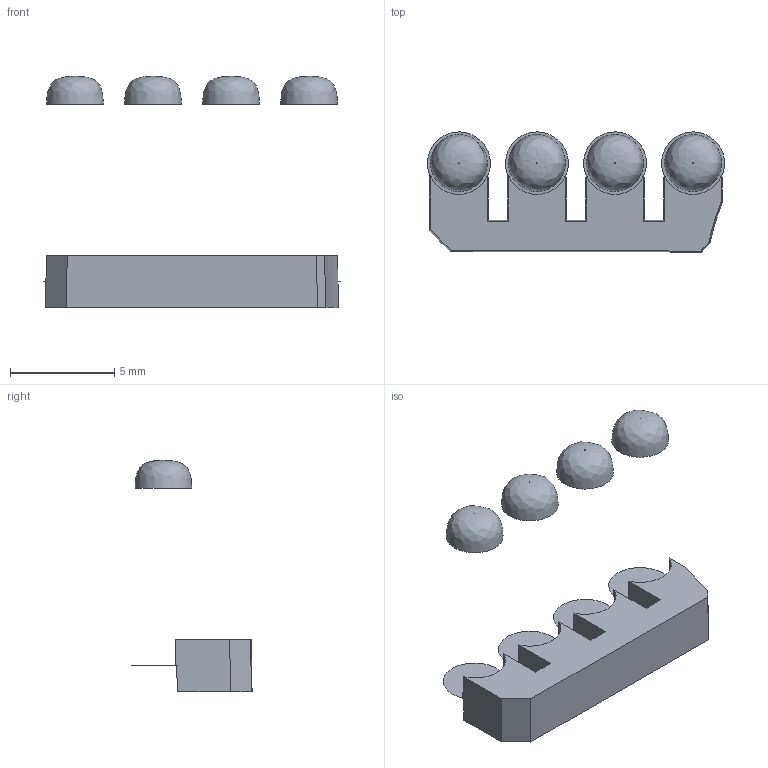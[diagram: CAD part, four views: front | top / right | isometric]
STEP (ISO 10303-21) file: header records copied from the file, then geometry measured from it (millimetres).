
FILE_DESCRIPTION(/* description */ (''),/* implementation_level */ '2;1');
FILE_NAME(/* name */ 'PlayerLights.step',/* time_stamp */ '2025-05-19T13:22:46-07:00',/* author */ (''),/* organization */ (''),/* preprocessor_version */ 'ST-DEVELOPER v20.1',/* originating_system */ 'Autodesk Translation Framework v14.4.0.0',/* authorisation */ '');
FILE_SCHEMA (('AUTOMOTIVE_DESIGN { 1 0 10303 214 3 1 1 }'));
Length unit declared in the file: millimetre
Products named in the file (1): PlayerLights
Bounding box: 14.27 x 5.77 x 11.11 mm (x, y, z)
Volume: 335.6 mm3; surface area: 549.5 mm2
Topology: 1 solids, 1 shells, 37 faces, 101 edges, 66 vertices
Faces by surface type: plane 24, cone 9, bspline 4
Entity records: 2130 total; most frequent: CARTESIAN_POINT 1220, ORIENTED_EDGE 202, DIRECTION 161, EDGE_CURVE 101, VERTEX_POINT 66, AXIS2_PLACEMENT_3D 56, LINE 49, VECTOR 49
